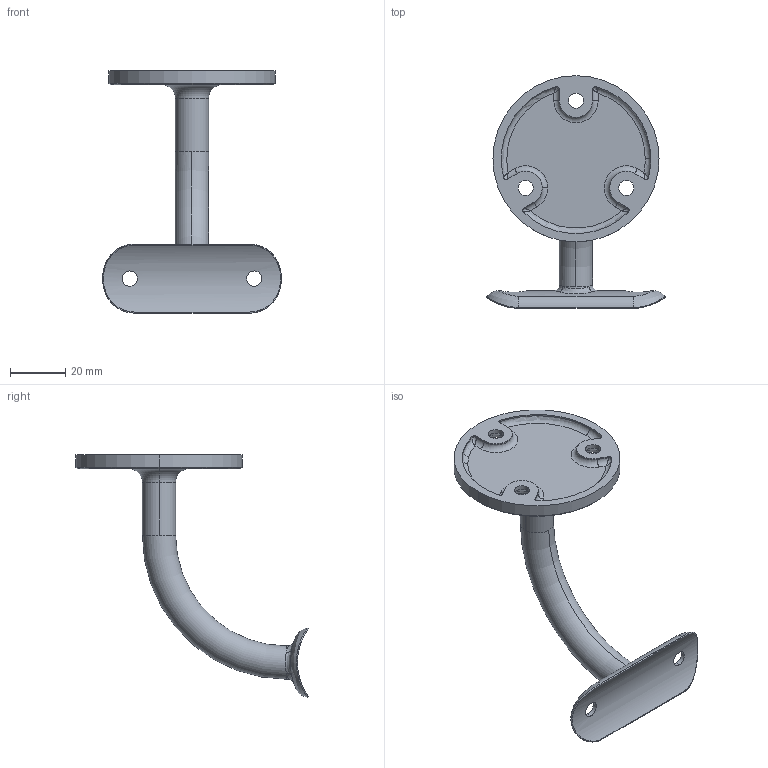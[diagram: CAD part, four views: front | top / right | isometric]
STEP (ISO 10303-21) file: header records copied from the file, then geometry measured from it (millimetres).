
FILE_DESCRIPTION (( 'STEP AP203' ), '1' );
FILE_NAME ('A_0112-042-A.STEP', '2019-02-12T07:18:52', ( '' ), ( '' ), 'SwSTEP 2.0', 'SolidWorks 2018', '' );
FILE_SCHEMA (( 'CONFIG_CONTROL_DESIGN' ));
Length unit declared in the file: millimetre
Products named in the file (1): A_0112-042-A
Bounding box: 64.53 x 83.82 x 87.47 mm (x, y, z)
Volume: 23557.6 mm3; surface area: 13812.5 mm2
Topology: 1 solids, 1 shells, 100 faces, 234 edges, 135 vertices
Faces by surface type: cylinder 55, bspline 14, torus 12, plane 11, cone 8
Entity records: 4790 total; most frequent: CARTESIAN_POINT 2485, DIRECTION 481, ORIENTED_EDGE 456, EDGE_CURVE 228, AXIS2_PLACEMENT_3D 201, VERTEX_POINT 135, EDGE_LOOP 115, CIRCLE 114
